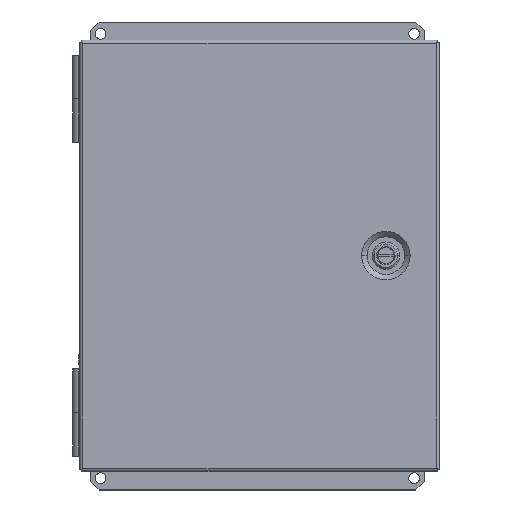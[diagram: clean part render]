
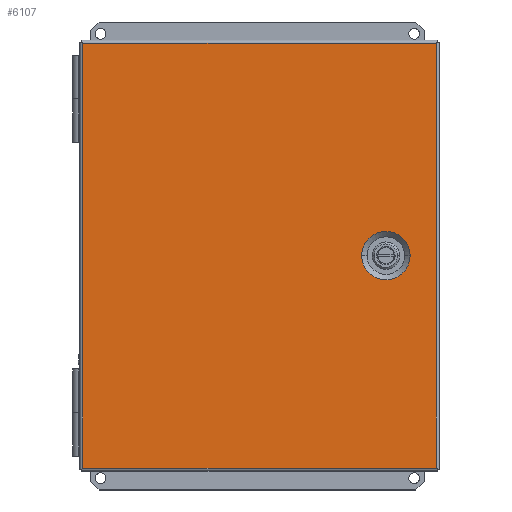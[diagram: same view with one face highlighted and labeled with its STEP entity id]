
A CAD part, top view. The second image highlights one B-rep face of the part: STEP entity #6107.
In plain terms, the highlighted planar face has unit normal (0, 0, 1).
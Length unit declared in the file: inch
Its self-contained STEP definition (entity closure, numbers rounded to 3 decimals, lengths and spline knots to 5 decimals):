
#49 = EDGE_LOOP ( 'NONE', ( #18073, #16186, #10744, #27230 ) ) ;
#173 = LINE ( 'NONE', #29852, #24785 ) ;
#443 = CARTESIAN_POINT ( 'NONE',  ( -5.0085, -6.0955, 5.621 ) ) ;
#469 = VERTEX_POINT ( 'NONE', #16643 ) ;
#898 = CARTESIAN_POINT ( 'NONE',  ( -5.0945, -6.1815, 5.621 ) ) ;
#2074 = DIRECTION ( 'NONE',  ( 0., 0., -1. ) ) ;
#3356 = DIRECTION ( 'NONE',  ( 0., 0., 1. ) ) ;
#3742 = EDGE_CURVE ( 'NONE', #21684, #9615, #13340, .T. ) ;
#3862 = DIRECTION ( 'NONE',  ( 0., 0., -1. ) ) ;
#4206 = VERTEX_POINT ( 'NONE', #22739 ) ;
#4555 = CARTESIAN_POINT ( 'NONE',  ( -5.0085, -6.1815, 5.621 ) ) ;
#4643 = CARTESIAN_POINT ( 'NONE',  ( 3.6865, 0., 5.621 ) ) ;
#5022 = EDGE_LOOP ( 'NONE', ( #29634, #20216 ) ) ;
#5101 = AXIS2_PLACEMENT_3D ( 'NONE', #4643, #2074, #30818 ) ;
#6064 = FACE_OUTER_BOUND ( 'NONE', #49, .T. ) ;
#6107 = ADVANCED_FACE ( 'NONE', ( #25708, #6064 ), #27657, .T. ) ;
#6577 = CIRCLE ( 'NONE', #5101, 0.69489 ) ;
#6632 = VERTEX_POINT ( 'NONE', #443 ) ;
#6724 = DIRECTION ( 'NONE',  ( 1., 0., 0. ) ) ;
#6857 = LINE ( 'NONE', #8521, #23484 ) ;
#7316 = AXIS2_PLACEMENT_3D ( 'NONE', #18343, #3862, #6724 ) ;
#7724 = EDGE_CURVE ( 'NONE', #6632, #21507, #15268, .T. ) ;
#8521 = CARTESIAN_POINT ( 'NONE',  ( -5.0945, 6.0955, 5.621 ) ) ;
#8818 = VECTOR ( 'NONE', #27389, 39.37008 ) ;
#9615 = VERTEX_POINT ( 'NONE', #10238 ) ;
#10238 = CARTESIAN_POINT ( 'NONE',  ( 2.99161, 0., 5.621 ) ) ;
#10408 = CARTESIAN_POINT ( 'NONE',  ( -5.0945, -6.0955, 5.621 ) ) ;
#10744 = ORIENTED_EDGE ( 'NONE', *, *, #7724, .T. ) ;
#11432 = CARTESIAN_POINT ( 'NONE',  ( 5.1335, -6.0955, 5.621 ) ) ;
#13340 = CIRCLE ( 'NONE', #7316, 0.69489 ) ;
#14367 = CARTESIAN_POINT ( 'NONE',  ( 4.38139, 0., 5.621 ) ) ;
#15268 = LINE ( 'NONE', #10408, #8818 ) ;
#15414 = DIRECTION ( 'NONE',  ( 0., 1., 0. ) ) ;
#15972 = LINE ( 'NONE', #4555, #16747 ) ;
#16186 = ORIENTED_EDGE ( 'NONE', *, *, #20127, .T. ) ;
#16383 = EDGE_CURVE ( 'NONE', #21507, #4206, #173, .T. ) ;
#16643 = CARTESIAN_POINT ( 'NONE',  ( -5.0085, 6.0955, 5.621 ) ) ;
#16747 = VECTOR ( 'NONE', #21365, 39.37008 ) ;
#16953 = EDGE_CURVE ( 'NONE', #9615, #21684, #6577, .T. ) ;
#18073 = ORIENTED_EDGE ( 'NONE', *, *, #27211, .T. ) ;
#18173 = DIRECTION ( 'NONE',  ( 1., 0., 0. ) ) ;
#18343 = CARTESIAN_POINT ( 'NONE',  ( 3.6865, 0., 5.621 ) ) ;
#20127 = EDGE_CURVE ( 'NONE', #469, #6632, #15972, .T. ) ;
#20216 = ORIENTED_EDGE ( 'NONE', *, *, #16953, .T. ) ;
#21365 = DIRECTION ( 'NONE',  ( 0., -1., 0. ) ) ;
#21507 = VERTEX_POINT ( 'NONE', #11432 ) ;
#21684 = VERTEX_POINT ( 'NONE', #14367 ) ;
#22739 = CARTESIAN_POINT ( 'NONE',  ( 5.1335, 6.0955, 5.621 ) ) ;
#22898 = DIRECTION ( 'NONE',  ( -1., 0., 0. ) ) ;
#23484 = VECTOR ( 'NONE', #22898, 39.37008 ) ;
#24785 = VECTOR ( 'NONE', #15414, 39.37008 ) ;
#25708 = FACE_BOUND ( 'NONE', #5022, .T. ) ;
#27004 = AXIS2_PLACEMENT_3D ( 'NONE', #898, #3356, #18173 ) ;
#27211 = EDGE_CURVE ( 'NONE', #4206, #469, #6857, .T. ) ;
#27230 = ORIENTED_EDGE ( 'NONE', *, *, #16383, .T. ) ;
#27389 = DIRECTION ( 'NONE',  ( 1., 0., 0. ) ) ;
#27657 = PLANE ( 'NONE',  #27004 ) ;
#29634 = ORIENTED_EDGE ( 'NONE', *, *, #3742, .T. ) ;
#29852 = CARTESIAN_POINT ( 'NONE',  ( 5.1335, -6.1815, 5.621 ) ) ;
#30818 = DIRECTION ( 'NONE',  ( 1., 0., 0. ) ) ;
